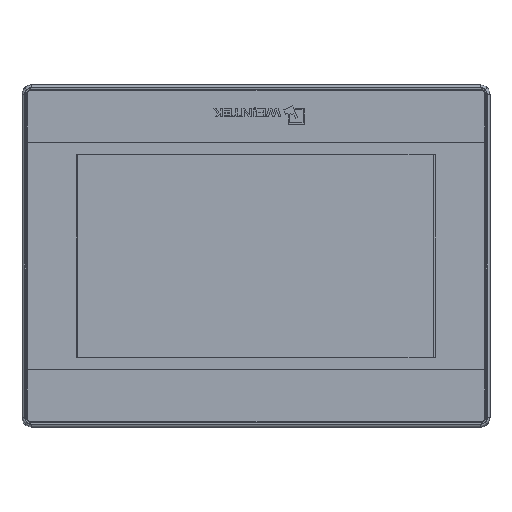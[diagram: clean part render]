
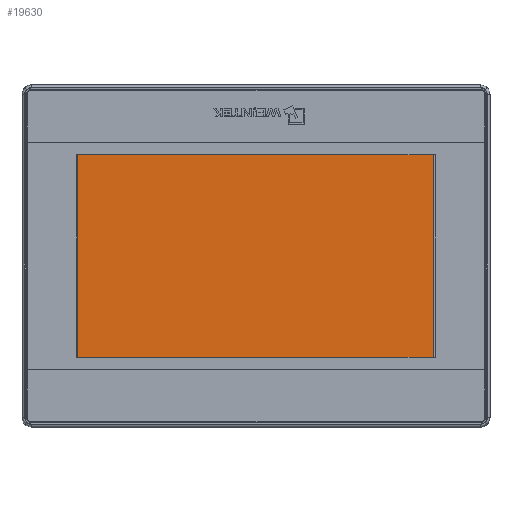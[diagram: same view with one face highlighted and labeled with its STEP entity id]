
A CAD part, top view. The second image highlights one B-rep face of the part: STEP entity #19630.
In plain terms, the highlighted planar face has unit normal (0, 0, 1).
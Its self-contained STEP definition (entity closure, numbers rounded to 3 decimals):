
#308 = EDGE_LOOP ( 'NONE', ( #26105, #26106, #26107, #26108 ) ) ;
#14774 = CARTESIAN_POINT ( 'NONE',  ( 76.25, -45.55, 3.51 ) ) ;
#14779 = CARTESIAN_POINT ( 'NONE',  ( 76.25, 45.89, 3.51 ) ) ;
#14794 = CARTESIAN_POINT ( 'NONE',  ( -76.15, 45.89, 3.51 ) ) ;
#14796 = CARTESIAN_POINT ( 'NONE',  ( -76.15, -45.55, 3.51 ) ) ;
#19630 = ADVANCED_FACE ( 'NONE', ( #28697 ), #28698, .T. ) ;
#26105 = ORIENTED_EDGE ( 'NONE', *, *, #45380, .T. ) ;
#26106 = ORIENTED_EDGE ( 'NONE', *, *, #45379, .T. ) ;
#26107 = ORIENTED_EDGE ( 'NONE', *, *, #45381, .T. ) ;
#26108 = ORIENTED_EDGE ( 'NONE', *, *, #45382, .T. ) ;
#28691 = CARTESIAN_POINT ( 'NONE',  ( 86.65, 53.57, 3.51 ) ) ;
#28697 = FACE_OUTER_BOUND ( 'NONE', #308, .T. ) ;
#28698 = PLANE ( 'NONE',  #57396 ) ;
#28699 = DIRECTION ( 'NONE',  ( 0., 0., 1. ) ) ;
#28700 = DIRECTION ( 'NONE',  ( -1., 0., 0. ) ) ;
#32299 = VERTEX_POINT ( 'NONE', #14774 ) ;
#32302 = VERTEX_POINT ( 'NONE', #14779 ) ;
#32310 = VERTEX_POINT ( 'NONE', #14794 ) ;
#32311 = VERTEX_POINT ( 'NONE', #14796 ) ;
#36677 = VECTOR ( 'NONE', #54923, 1000. ) ;
#36683 = VECTOR ( 'NONE', #54921, 1000. ) ;
#36687 = VECTOR ( 'NONE', #54926, 1000. ) ;
#36690 = VECTOR ( 'NONE', #54929, 1000. ) ;
#45379 = EDGE_CURVE ( 'NONE', #32302, #32310, #54918, .T. ) ;
#45380 = EDGE_CURVE ( 'NONE', #32299, #32302, #54895, .T. ) ;
#45381 = EDGE_CURVE ( 'NONE', #32310, #32311, #54924, .T. ) ;
#45382 = EDGE_CURVE ( 'NONE', #32311, #32299, #54927, .T. ) ;
#54895 = LINE ( 'NONE', #54922, #36677 ) ;
#54918 = LINE ( 'NONE', #54920, #36683 ) ;
#54920 = CARTESIAN_POINT ( 'NONE',  ( 0.05, 45.89, 3.51 ) ) ;
#54921 = DIRECTION ( 'NONE',  ( -1., 0., 0. ) ) ;
#54922 = CARTESIAN_POINT ( 'NONE',  ( 76.25, 0.17, 3.51 ) ) ;
#54923 = DIRECTION ( 'NONE',  ( 0., 1., 0. ) ) ;
#54924 = LINE ( 'NONE', #54925, #36687 ) ;
#54925 = CARTESIAN_POINT ( 'NONE',  ( -76.15, 0.17, 3.51 ) ) ;
#54926 = DIRECTION ( 'NONE',  ( 0., -1., 0. ) ) ;
#54927 = LINE ( 'NONE', #54928, #36690 ) ;
#54928 = CARTESIAN_POINT ( 'NONE',  ( 0.05, -45.55, 3.51 ) ) ;
#54929 = DIRECTION ( 'NONE',  ( 1., 0., 0. ) ) ;
#57396 = AXIS2_PLACEMENT_3D ( 'NONE', #28691, #28699, #28700 ) ;
